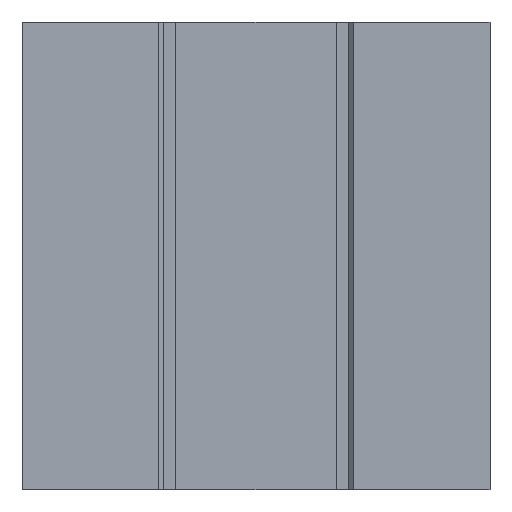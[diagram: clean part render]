
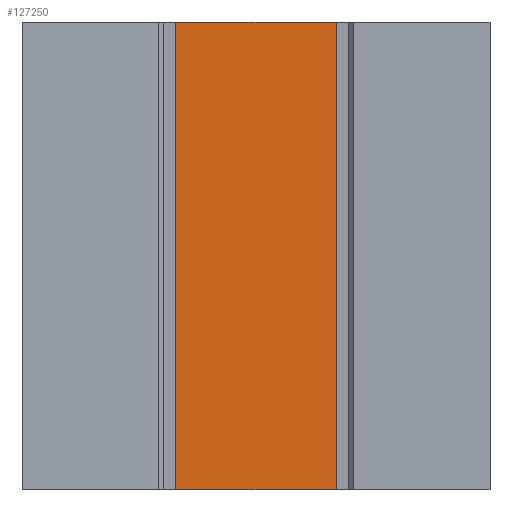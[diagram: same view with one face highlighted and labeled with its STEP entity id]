
A CAD part, front view. The second image highlights one B-rep face of the part: STEP entity #127250.
In plain terms, the highlighted planar face has unit normal (0, -1, 0).
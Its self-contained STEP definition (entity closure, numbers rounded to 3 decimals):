
#440=CARTESIAN_POINT('',(-15.4,7.6,-45.));
#450=VERTEX_POINT('',#440);
#480=CARTESIAN_POINT('',(0.,7.6,-45.));
#490=DIRECTION('',(1.,0.,0.));
#500=VECTOR('',#490,1.);
#510=LINE('',#480,#500);
#520=CARTESIAN_POINT('',(15.4,7.6,-45.));
#530=VERTEX_POINT('',#520);
#540=EDGE_CURVE('',#450,#530,#510,.T.);
#126760=CARTESIAN_POINT('',(-15.4,7.6,0.));
#126770=DIRECTION('',(0.,0.,-1.));
#126780=VECTOR('',#126770,1.);
#126790=LINE('',#126760,#126780);
#126800=CARTESIAN_POINT('',(-15.4,7.6,45.));
#126810=VERTEX_POINT('',#126800);
#126820=EDGE_CURVE('',#126810,#450,#126790,.T.);
#127020=CARTESIAN_POINT('',(-15.4,7.6,45.));
#127030=DIRECTION('',(-0.,-1.,-0.));
#127040=DIRECTION('',(-1.,0.,0.));
#127050=AXIS2_PLACEMENT_3D('',#127020,#127030,#127040);
#127060=PLANE('',#127050);
#127070=CARTESIAN_POINT('',(15.4,7.6,0.));
#127080=DIRECTION('',(0.,0.,-1.));
#127090=VECTOR('',#127080,1.);
#127100=LINE('',#127070,#127090);
#127110=CARTESIAN_POINT('',(15.4,7.6,45.));
#127120=VERTEX_POINT('',#127110);
#127130=EDGE_CURVE('',#127120,#530,#127100,.T.);
#127140=ORIENTED_EDGE('',*,*,#127130,.F.);
#127150=ORIENTED_EDGE('',*,*,#540,.T.);
#127160=ORIENTED_EDGE('',*,*,#126820,.T.);
#127170=CARTESIAN_POINT('',(17.8,7.6,45.));
#127180=DIRECTION('',(1.,0.,0.));
#127190=VECTOR('',#127180,1.);
#127200=LINE('',#127170,#127190);
#127210=EDGE_CURVE('',#126810,#127120,#127200,.T.);
#127220=ORIENTED_EDGE('',*,*,#127210,.F.);
#127230=EDGE_LOOP('',(#127220,#127160,#127150,#127140));
#127240=FACE_OUTER_BOUND('',#127230,.T.);
#127250=ADVANCED_FACE('',(#127240),#127060,.T.);
